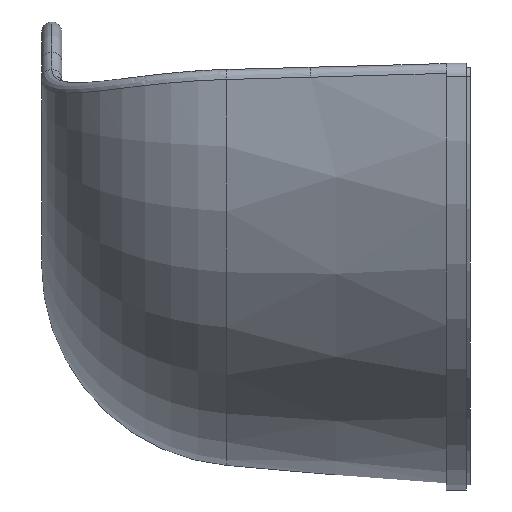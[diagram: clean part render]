
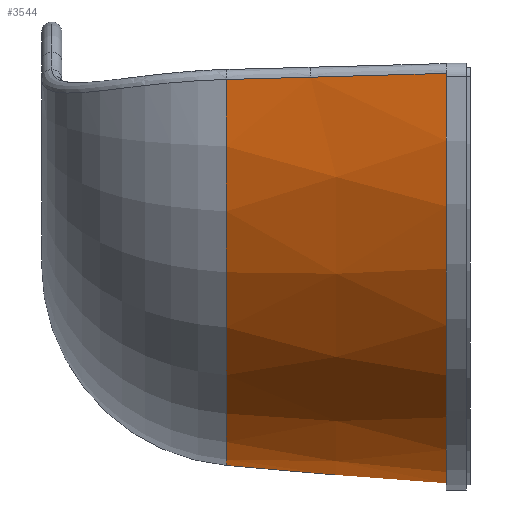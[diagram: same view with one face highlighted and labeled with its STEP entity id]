
A CAD part, left-side view. The second image highlights one B-rep face of the part: STEP entity #3544.
In plain terms, the highlighted conical face has half-angle 5 degrees and reference radius 60 mm.
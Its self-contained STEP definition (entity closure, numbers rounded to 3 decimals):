
#55 = CARTESIAN_POINT ( 'NONE',  ( 58.238, 20.126, 0.413 ) ) ;
#145 = CARTESIAN_POINT ( 'NONE',  ( 59.408, 6.709, 0.789 ) ) ;
#189 = CARTESIAN_POINT ( 'NONE',  ( 0., 0., 0. ) ) ;
#637 = ORIENTED_EDGE ( 'NONE', *, *, #2010, .T. ) ;
#816 = CIRCLE ( 'NONE', #7846, 57.147 ) ;
#979 = AXIS2_PLACEMENT_3D ( 'NONE', #4193, #6745, #1687 ) ;
#1345 = VERTEX_POINT ( 'NONE', #4612 ) ;
#1404 = CARTESIAN_POINT ( 'NONE',  ( -58.823, 13.418, 0.599 ) ) ;
#1474 = ORIENTED_EDGE ( 'NONE', *, *, #5210, .T. ) ;
#1487 = CARTESIAN_POINT ( 'NONE',  ( -59.408, 6.709, 0.789 ) ) ;
#1570 = CARTESIAN_POINT ( 'NONE',  ( -59.992, 0., 0.98 ) ) ;
#1687 = DIRECTION ( 'NONE',  ( 0., 0., 1. ) ) ;
#1963 = DIRECTION ( 'NONE',  ( 0., 0., -1. ) ) ;
#1973 = CARTESIAN_POINT ( 'NONE',  ( 0., 32.615, 0. ) ) ;
#1981 = DIRECTION ( 'NONE',  ( 0., 0., -1. ) ) ;
#2010 = EDGE_CURVE ( 'NONE', #5159, #7944, #3720, .T. ) ;
#2031 = CARTESIAN_POINT ( 'NONE',  ( 58.238, 20.126, 0.413 ) ) ;
#2143 = CARTESIAN_POINT ( 'NONE',  ( 59.992, 0., 0.98 ) ) ;
#2150 = DIRECTION ( 'NONE',  ( 0., -1., 0. ) ) ;
#2183 = CARTESIAN_POINT ( 'NONE',  ( 0., 32.615, 0. ) ) ;
#2563 = VERTEX_POINT ( 'NONE', #55 ) ;
#2592 = B_SPLINE_CURVE_WITH_KNOTS ( 'NONE', 3,
 ( #2031, #3892, #145, #2143 ),
 .UNSPECIFIED., .F., .F.,
 ( 4, 4 ),
 ( 0., 0.02 ),
 .UNSPECIFIED. ) ;
#2617 = DIRECTION ( 'NONE',  ( 0., -1., 0. ) ) ;
#3076 = VERTEX_POINT ( 'NONE', #4500 ) ;
#3117 = FACE_OUTER_BOUND ( 'NONE', #6782, .T. ) ;
#3251 = CARTESIAN_POINT ( 'NONE',  ( 57.511, 28.452, 0.186 ) ) ;
#3347 = CARTESIAN_POINT ( 'NONE',  ( -58.238, 20.126, 0.413 ) ) ;
#3544 = ADVANCED_FACE ( 'NONE', ( #3117 ), #4781, .T. ) ;
#3720 = CIRCLE ( 'NONE', #5855, 57.147 ) ;
#3867 = CARTESIAN_POINT ( 'NONE',  ( -58.238, 20.126, 0.413 ) ) ;
#3892 = CARTESIAN_POINT ( 'NONE',  ( 58.823, 13.418, 0.599 ) ) ;
#4193 = CARTESIAN_POINT ( 'NONE',  ( 0., 0., 0. ) ) ;
#4500 = CARTESIAN_POINT ( 'NONE',  ( 59.992, 0., 0.98 ) ) ;
#4584 = CARTESIAN_POINT ( 'NONE',  ( -57.511, 28.452, 0.186 ) ) ;
#4606 = ORIENTED_EDGE ( 'NONE', *, *, #7371, .T. ) ;
#4612 = CARTESIAN_POINT ( 'NONE',  ( 57.147, 32.615, 0.079 ) ) ;
#4774 = CARTESIAN_POINT ( 'NONE',  ( -57.147, 32.615, 0.079 ) ) ;
#4781 = CONICAL_SURFACE ( 'NONE', #7095, 60., 0.087 ) ;
#4855 = EDGE_CURVE ( 'NONE', #4987, #6241, #7354, .T. ) ;
#4877 = EDGE_CURVE ( 'NONE', #1345, #2563, #8303, .T. ) ;
#4987 = VERTEX_POINT ( 'NONE', #1570 ) ;
#5039 = B_SPLINE_CURVE_WITH_KNOTS ( 'NONE', 3,
 ( #6630, #6598, #4584, #5266 ),
 .UNSPECIFIED., .F., .F.,
 ( 4, 4 ),
 ( 0., 0.013 ),
 .UNSPECIFIED. ) ;
#5159 = VERTEX_POINT ( 'NONE', #4774 ) ;
#5210 = EDGE_CURVE ( 'NONE', #6241, #5159, #5039, .T. ) ;
#5266 = CARTESIAN_POINT ( 'NONE',  ( -57.147, 32.615, 0.079 ) ) ;
#5636 = EDGE_CURVE ( 'NONE', #3076, #4987, #6255, .T. ) ;
#5855 = AXIS2_PLACEMENT_3D ( 'NONE', #1973, #2617, #1963 ) ;
#6228 = ORIENTED_EDGE ( 'NONE', *, *, #6355, .T. ) ;
#6241 = VERTEX_POINT ( 'NONE', #3867 ) ;
#6255 = CIRCLE ( 'NONE', #979, 60. ) ;
#6355 = EDGE_CURVE ( 'NONE', #7944, #1345, #816, .T. ) ;
#6525 = ORIENTED_EDGE ( 'NONE', *, *, #4877, .T. ) ;
#6598 = CARTESIAN_POINT ( 'NONE',  ( -57.874, 24.289, 0.297 ) ) ;
#6630 = CARTESIAN_POINT ( 'NONE',  ( -58.238, 20.126, 0.413 ) ) ;
#6671 = DIRECTION ( 'NONE',  ( 0., -1., 0. ) ) ;
#6727 = ORIENTED_EDGE ( 'NONE', *, *, #5636, .T. ) ;
#6745 = DIRECTION ( 'NONE',  ( 0., 1., 0. ) ) ;
#6782 = EDGE_LOOP ( 'NONE', ( #6525, #4606, #6727, #8067, #1474, #637, #6228 ) ) ;
#6995 = CARTESIAN_POINT ( 'NONE',  ( 57.874, 24.289, 0.297 ) ) ;
#7095 = AXIS2_PLACEMENT_3D ( 'NONE', #189, #6671, #7300 ) ;
#7300 = DIRECTION ( 'NONE',  ( 0., 0., 1. ) ) ;
#7353 = CARTESIAN_POINT ( 'NONE',  ( -59.992, 0., 0.98 ) ) ;
#7354 = B_SPLINE_CURVE_WITH_KNOTS ( 'NONE', 3,
 ( #7353, #1487, #1404, #3347 ),
 .UNSPECIFIED., .F., .F.,
 ( 4, 4 ),
 ( 0., 0.02 ),
 .UNSPECIFIED. ) ;
#7371 = EDGE_CURVE ( 'NONE', #2563, #3076, #2592, .T. ) ;
#7428 = CARTESIAN_POINT ( 'NONE',  ( 0., 32.615, -57.147 ) ) ;
#7619 = CARTESIAN_POINT ( 'NONE',  ( 57.147, 32.615, 0.079 ) ) ;
#7846 = AXIS2_PLACEMENT_3D ( 'NONE', #2183, #2150, #1981 ) ;
#7944 = VERTEX_POINT ( 'NONE', #7428 ) ;
#8067 = ORIENTED_EDGE ( 'NONE', *, *, #4855, .T. ) ;
#8283 = CARTESIAN_POINT ( 'NONE',  ( 58.238, 20.126, 0.413 ) ) ;
#8303 = B_SPLINE_CURVE_WITH_KNOTS ( 'NONE', 3,
 ( #7619, #3251, #6995, #8283 ),
 .UNSPECIFIED., .F., .F.,
 ( 4, 4 ),
 ( 0., 0.013 ),
 .UNSPECIFIED. ) ;
